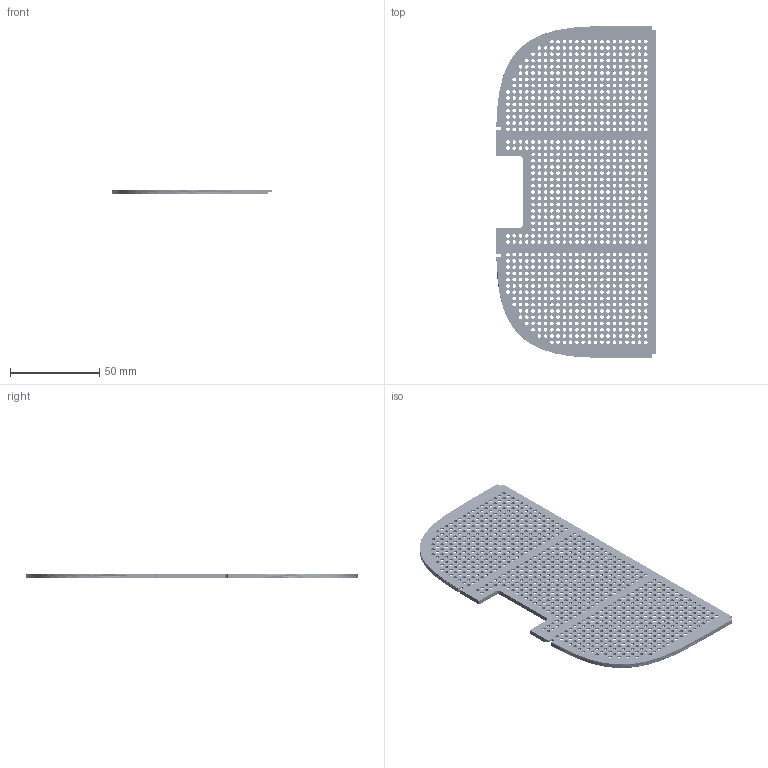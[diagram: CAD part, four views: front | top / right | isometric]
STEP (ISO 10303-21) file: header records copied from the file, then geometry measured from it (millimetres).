
FILE_DESCRIPTION(/* description */ (''),/* implementation_level */ '2;1');
FILE_NAME(/* name */ 'geban_1',/* time_stamp */ '2016-11-29T13:58:09+08:00',/* author */ (''),/* organization */ (''),/* preprocessor_version */ 'ST-DEVELOPER v10',/* originating_system */ '',/* authorisation */ '');
FILE_SCHEMA (('AUTOMOTIVE_DESIGN'));
Products named in the file (1): 1
Bounding box: 89.28 x 185.57 x 2.5 mm (x, y, z)
Surface area: 32654.6 mm2 (no closed solid volume)
Topology: 0 solids, 2017 shells, 2017 faces, 12065 edges, 12065 vertices
Faces by surface type: bspline 1977, plane 40
Entity records: 151271 total; most frequent: CARTESIAN_POINT 80571, ORIENTED_EDGE 12065, EDGE_CURVE 12065, VERTEX_POINT 12065, B_SPLINE_CURVE_WITH_KNOTS 4209, EDGE_LOOP 3976, COLOUR_RGB 2017, FILL_AREA_STYLE_COLOUR 2017
